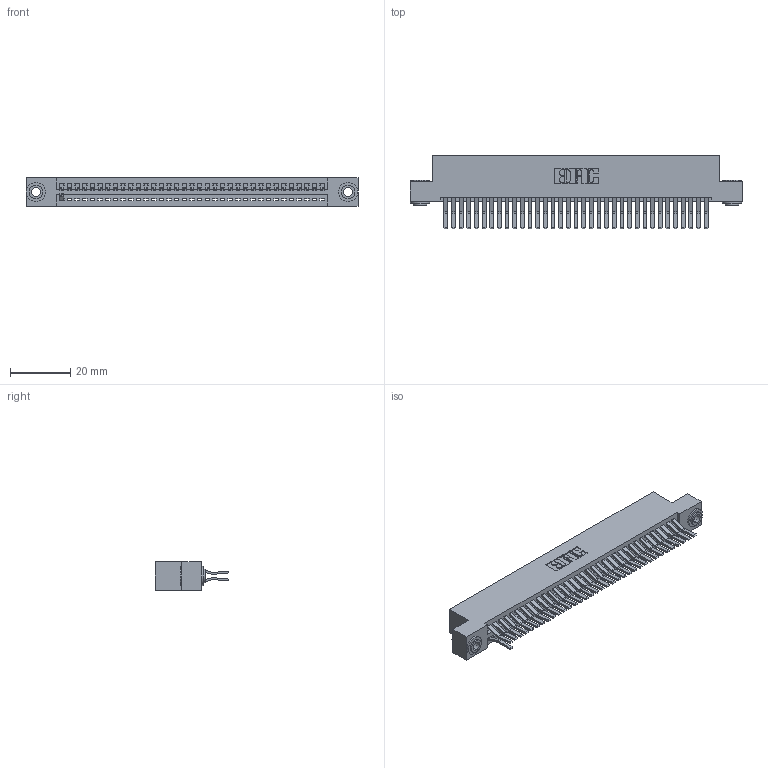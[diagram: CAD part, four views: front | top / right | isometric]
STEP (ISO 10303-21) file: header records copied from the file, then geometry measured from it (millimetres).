
FILE_DESCRIPTION (( 'STEP AP203' ), '1' );
FILE_NAME ('395-070-560-203.STEP', '2018-11-27T03:24:18', ( '' ), ( '' ), 'SwSTEP 2.0', 'SolidWorks 2016', '' );
FILE_SCHEMA (( 'CONFIG_CONTROL_DESIGN' ));
Length unit declared in the file: inch
Products named in the file (4): 345 Part_Flush Mounting Lugs - 0.156 Dia-TH; 345-250-002_345-250-002-102; 345-292-001_560 Tail; 395-070-560-203
Assembly tree (39 placements, depth 2):
  395-070-560-203
    345 Part_Flush Mounting Lugs - 0.156 Dia-TH
    345-292-001_560 Tail  x36
    345-250-002_345-250-002-102  x2
Bounding box: 110.11 x 24.45 x 9.4 mm (x, y, z)
Volume: 10580 mm3; surface area: 14579.4 mm2
Topology: 39 solids, 39 shells, 2308 faces, 6915 edges, 4558 vertices
Faces by surface type: plane 1516, cylinder 784, cone 8
Entity records: 28054 total; most frequent: CARTESIAN_POINT 4833, ORIENTED_EDGE 4794, DIRECTION 4267, EDGE_CURVE 2397, LINE 2097, VECTOR 2097, VERTEX_POINT 1594, AXIS2_PLACEMENT_3D 1085
